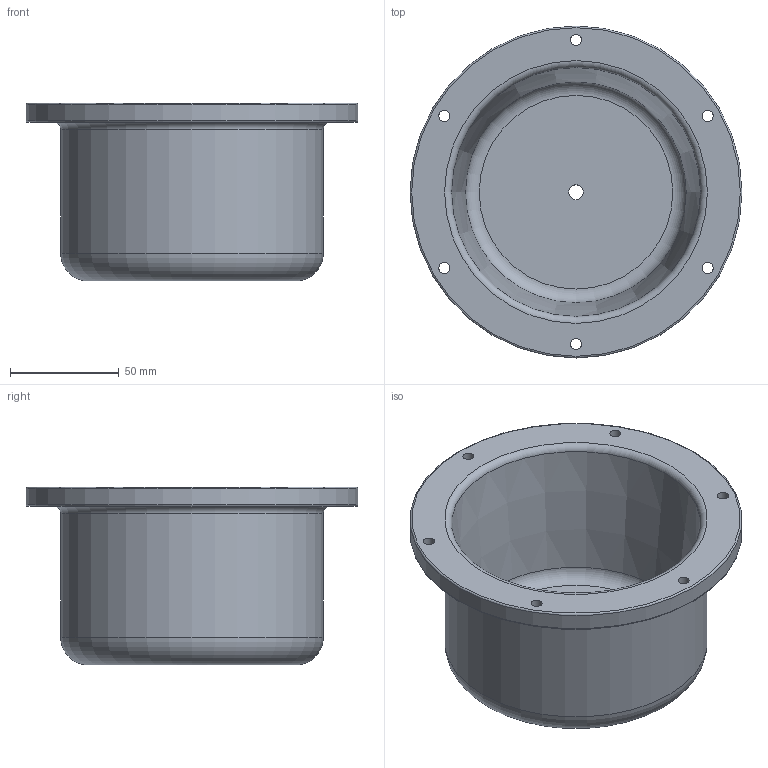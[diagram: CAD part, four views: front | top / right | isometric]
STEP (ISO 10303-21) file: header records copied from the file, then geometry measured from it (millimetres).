
FILE_DESCRIPTION(/* description */ ('HOUSING, BLADDER, 75 CU IN DISP, DIAPHRAM'),/* implementation_level */ '2;1');
FILE_NAME(/* name */ 'BD-ASY-0354-0001_RevB.stp',/* time_stamp */ '2020-10-02T09:25:32-04:00',/* author */ ('Jeremy Paulus'),/* organization */ (''),/* preprocessor_version */ 'ST-DEVELOPER v15.2',/* originating_system */ 'Autodesk Inventor 2014',/* authorisation */ '');
FILE_SCHEMA (('AUTOMOTIVE_DESIGN { 1 0 10303 214 3 1 1 }'));
Length unit declared in the file: inch
Products named in the file (1): BD-ASY-0354-0001
Bounding box: 152.4 x 152.4 x 81.66 mm (x, y, z)
Volume: 353638 mm3; surface area: 86113.3 mm2
Topology: 1 solids, 1 shells, 22 faces, 51 edges, 34 vertices
Faces by surface type: cylinder 10, torus 6, plane 5, cone 1
Full cylindrical faces by diameter (mm): 5.105 x6, 6.782 x1, 19.05 x1, 120.65 x1, 152.4 x1
Entity records: 558 total; most frequent: DIRECTION 102, CARTESIAN_POINT 79, EDGE_LOOP 56, ORIENTED_EDGE 56, AXIS2_PLACEMENT_3D 51, FACE_BOUND 38, CIRCLE 28, VERTEX_POINT 28
